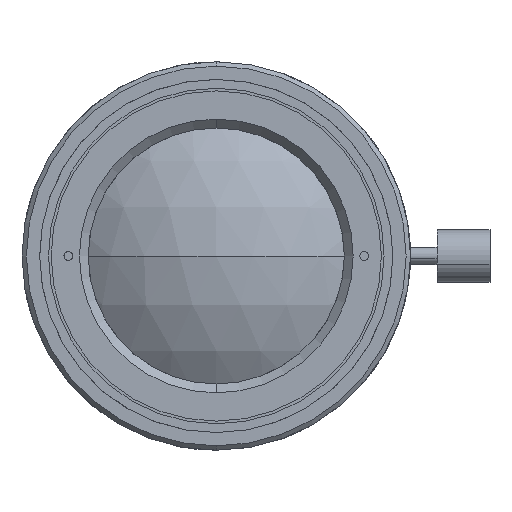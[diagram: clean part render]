
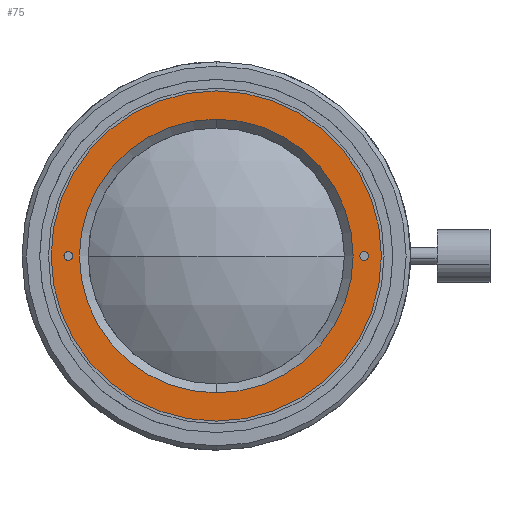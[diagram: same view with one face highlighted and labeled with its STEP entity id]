
A CAD part, left-side view. The second image highlights one B-rep face of the part: STEP entity #75.
In plain terms, the highlighted planar face has unit normal (-1, 0, 0).
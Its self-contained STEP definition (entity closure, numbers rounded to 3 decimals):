
#34 = DIRECTION ( 'NONE',  ( 0., 0., -1. ) ) ;
#44 = DIRECTION ( 'NONE',  ( 0., 0., -1. ) ) ;
#75 = ADVANCED_FACE ( 'NONE', ( #2255, #3309, #3421, #1289 ), #2465, .F. ) ;
#254 = EDGE_CURVE ( 'NONE', #1528, #1976, #4709, .T. ) ;
#280 = CARTESIAN_POINT ( 'NONE',  ( -1.8, 16.75, 0. ) ) ;
#350 = DIRECTION ( 'NONE',  ( -1., 0., 0. ) ) ;
#359 = DIRECTION ( 'NONE',  ( 0., 0., -1. ) ) ;
#387 = DIRECTION ( 'NONE',  ( -1., 0., 0. ) ) ;
#396 = AXIS2_PLACEMENT_3D ( 'NONE', #4540, #2247, #44 ) ;
#438 = EDGE_LOOP ( 'NONE', ( #3630, #2743 ) ) ;
#452 = DIRECTION ( 'NONE',  ( -1., 0., 0. ) ) ;
#601 = EDGE_CURVE ( 'NONE', #4105, #4027, #2383, .T. ) ;
#636 = CIRCLE ( 'NONE', #2716, 0.5 ) ;
#652 = DIRECTION ( 'NONE',  ( 0., 0., 1. ) ) ;
#660 = CARTESIAN_POINT ( 'NONE',  ( -1.8, 0., -15.5 ) ) ;
#678 = CARTESIAN_POINT ( 'NONE',  ( -1.8, 16.75, -0.5 ) ) ;
#949 = CARTESIAN_POINT ( 'NONE',  ( -1.8, -16.75, 0.5 ) ) ;
#975 = EDGE_CURVE ( 'NONE', #4225, #1476, #2312, .T. ) ;
#1138 = EDGE_CURVE ( 'NONE', #1976, #1528, #3556, .T. ) ;
#1199 = ORIENTED_EDGE ( 'NONE', *, *, #2808, .T. ) ;
#1249 = CIRCLE ( 'NONE', #4443, 0.5 ) ;
#1273 = AXIS2_PLACEMENT_3D ( 'NONE', #1557, #387, #2143 ) ;
#1289 = FACE_OUTER_BOUND ( 'NONE', #1859, .T. ) ;
#1397 = AXIS2_PLACEMENT_3D ( 'NONE', #3023, #2612, #34 ) ;
#1469 = ORIENTED_EDGE ( 'NONE', *, *, #975, .T. ) ;
#1476 = VERTEX_POINT ( 'NONE', #2475 ) ;
#1528 = VERTEX_POINT ( 'NONE', #660 ) ;
#1557 = CARTESIAN_POINT ( 'NONE',  ( -1.8, -16.75, 0. ) ) ;
#1728 = CARTESIAN_POINT ( 'NONE',  ( -1.8, -16.75, 0. ) ) ;
#1859 = EDGE_LOOP ( 'NONE', ( #1199, #1469 ) ) ;
#1976 = VERTEX_POINT ( 'NONE', #4708 ) ;
#2098 = DIRECTION ( 'NONE',  ( 0., 0., 1. ) ) ;
#2105 = CARTESIAN_POINT ( 'NONE',  ( -1.8, 0., 0. ) ) ;
#2124 = ORIENTED_EDGE ( 'NONE', *, *, #254, .T. ) ;
#2143 = DIRECTION ( 'NONE',  ( 0., 0., 1. ) ) ;
#2150 = CARTESIAN_POINT ( 'NONE',  ( -1.8, 0., -19. ) ) ;
#2227 = CIRCLE ( 'NONE', #3022, 0.5 ) ;
#2247 = DIRECTION ( 'NONE',  ( 1., 0., 0. ) ) ;
#2255 = FACE_BOUND ( 'NONE', #2297, .T. ) ;
#2297 = EDGE_LOOP ( 'NONE', ( #3260, #2124 ) ) ;
#2312 = CIRCLE ( 'NONE', #4683, 19. ) ;
#2383 = CIRCLE ( 'NONE', #1273, 0.5 ) ;
#2465 = PLANE ( 'NONE',  #2658 ) ;
#2475 = CARTESIAN_POINT ( 'NONE',  ( -1.8, 0., 19. ) ) ;
#2501 = DIRECTION ( 'NONE',  ( 0., 0., 1. ) ) ;
#2557 = ORIENTED_EDGE ( 'NONE', *, *, #4176, .F. ) ;
#2558 = CARTESIAN_POINT ( 'NONE',  ( -1.8, 0., 0. ) ) ;
#2595 = ORIENTED_EDGE ( 'NONE', *, *, #4565, .F. ) ;
#2612 = DIRECTION ( 'NONE',  ( 1., 0., 0. ) ) ;
#2658 = AXIS2_PLACEMENT_3D ( 'NONE', #2757, #4091, #359 ) ;
#2677 = CARTESIAN_POINT ( 'NONE',  ( -1.8, 16.75, 0. ) ) ;
#2716 = AXIS2_PLACEMENT_3D ( 'NONE', #2677, #452, #3067 ) ;
#2743 = ORIENTED_EDGE ( 'NONE', *, *, #4170, .F. ) ;
#2757 = CARTESIAN_POINT ( 'NONE',  ( -1.8, 19., 0. ) ) ;
#2808 = EDGE_CURVE ( 'NONE', #1476, #4225, #4520, .T. ) ;
#2889 = DIRECTION ( 'NONE',  ( -1., 0., 0. ) ) ;
#2951 = DIRECTION ( 'NONE',  ( 0., 0., 1. ) ) ;
#3022 = AXIS2_PLACEMENT_3D ( 'NONE', #1728, #4392, #2098 ) ;
#3023 = CARTESIAN_POINT ( 'NONE',  ( -1.8, 0., 0. ) ) ;
#3067 = DIRECTION ( 'NONE',  ( 0., 0., 1. ) ) ;
#3260 = ORIENTED_EDGE ( 'NONE', *, *, #1138, .T. ) ;
#3265 = EDGE_LOOP ( 'NONE', ( #2595, #2557 ) ) ;
#3309 = FACE_BOUND ( 'NONE', #438, .T. ) ;
#3347 = VERTEX_POINT ( 'NONE', #678 ) ;
#3421 = FACE_BOUND ( 'NONE', #3265, .T. ) ;
#3556 = CIRCLE ( 'NONE', #396, 15.5 ) ;
#3630 = ORIENTED_EDGE ( 'NONE', *, *, #601, .F. ) ;
#4027 = VERTEX_POINT ( 'NONE', #4237 ) ;
#4091 = DIRECTION ( 'NONE',  ( 1., 0., 0. ) ) ;
#4105 = VERTEX_POINT ( 'NONE', #949 ) ;
#4170 = EDGE_CURVE ( 'NONE', #4027, #4105, #2227, .T. ) ;
#4176 = EDGE_CURVE ( 'NONE', #3347, #4653, #1249, .T. ) ;
#4225 = VERTEX_POINT ( 'NONE', #2150 ) ;
#4237 = CARTESIAN_POINT ( 'NONE',  ( -1.8, -16.75, -0.5 ) ) ;
#4392 = DIRECTION ( 'NONE',  ( -1., 0., 0. ) ) ;
#4409 = AXIS2_PLACEMENT_3D ( 'NONE', #2105, #4767, #2501 ) ;
#4443 = AXIS2_PLACEMENT_3D ( 'NONE', #280, #2889, #652 ) ;
#4520 = CIRCLE ( 'NONE', #4409, 19. ) ;
#4540 = CARTESIAN_POINT ( 'NONE',  ( -1.8, 0., 0. ) ) ;
#4565 = EDGE_CURVE ( 'NONE', #4653, #3347, #636, .T. ) ;
#4617 = CARTESIAN_POINT ( 'NONE',  ( -1.8, 16.75, 0.5 ) ) ;
#4653 = VERTEX_POINT ( 'NONE', #4617 ) ;
#4683 = AXIS2_PLACEMENT_3D ( 'NONE', #2558, #350, #2951 ) ;
#4708 = CARTESIAN_POINT ( 'NONE',  ( -1.8, 0., 15.5 ) ) ;
#4709 = CIRCLE ( 'NONE', #1397, 15.5 ) ;
#4767 = DIRECTION ( 'NONE',  ( -1., 0., 0. ) ) ;
